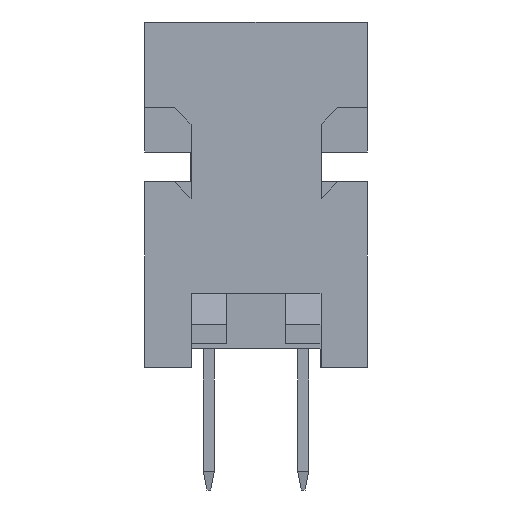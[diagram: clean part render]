
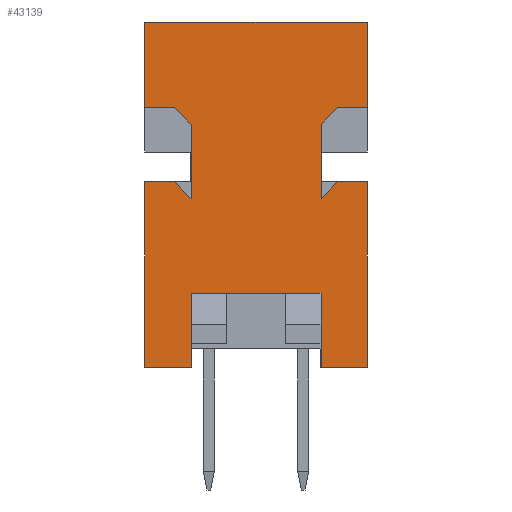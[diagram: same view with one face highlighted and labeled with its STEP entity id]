
A CAD part, front view. The second image highlights one B-rep face of the part: STEP entity #43139.
In plain terms, the highlighted face is planar.
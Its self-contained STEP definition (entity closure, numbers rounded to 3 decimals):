
#1228=ORIENTED_EDGE('',*,*,#10052,.F.);
#1229=ORIENTED_EDGE('',*,*,#9950,.F.);
#1230=ORIENTED_EDGE('',*,*,#10053,.T.);
#1231=ORIENTED_EDGE('',*,*,#10054,.F.);
#1232=ORIENTED_EDGE('',*,*,#10055,.T.);
#1233=ORIENTED_EDGE('',*,*,#10056,.F.);
#1234=ORIENTED_EDGE('',*,*,#10057,.F.);
#1235=ORIENTED_EDGE('',*,*,#10058,.T.);
#1236=ORIENTED_EDGE('',*,*,#10059,.T.);
#1237=ORIENTED_EDGE('',*,*,#10060,.F.);
#1238=ORIENTED_EDGE('',*,*,#10061,.F.);
#1239=ORIENTED_EDGE('',*,*,#9946,.F.);
#1240=ORIENTED_EDGE('',*,*,#10062,.F.);
#1241=ORIENTED_EDGE('',*,*,#10044,.T.);
#1242=ORIENTED_EDGE('',*,*,#10049,.T.);
#1243=ORIENTED_EDGE('',*,*,#10063,.T.);
#1244=ORIENTED_EDGE('',*,*,#10064,.T.);
#1245=ORIENTED_EDGE('',*,*,#10022,.F.);
#1246=ORIENTED_EDGE('',*,*,#10050,.T.);
#1247=ORIENTED_EDGE('',*,*,#10038,.F.);
#9946=EDGE_CURVE('',#14335,#14336,#17329,.T.);
#9950=EDGE_CURVE('',#14337,#14338,#17333,.T.);
#10022=EDGE_CURVE('',#14386,#14387,#17405,.T.);
#10038=EDGE_CURVE('',#14398,#14399,#17421,.T.);
#10044=EDGE_CURVE('',#14404,#14403,#17427,.T.);
#10049=EDGE_CURVE('',#14403,#14406,#17432,.T.);
#10050=EDGE_CURVE('',#14386,#14399,#17433,.T.);
#10052=EDGE_CURVE('',#14338,#14398,#17435,.T.);
#10053=EDGE_CURVE('',#14337,#14407,#17436,.T.);
#10054=EDGE_CURVE('',#14408,#14407,#17437,.T.);
#10055=EDGE_CURVE('',#14408,#14409,#17438,.T.);
#10056=EDGE_CURVE('',#14410,#14409,#17439,.T.);
#10057=EDGE_CURVE('',#14411,#14410,#17440,.T.);
#10058=EDGE_CURVE('',#14411,#14412,#17441,.T.);
#10059=EDGE_CURVE('',#14412,#14413,#17442,.T.);
#10060=EDGE_CURVE('',#14414,#14413,#17443,.T.);
#10061=EDGE_CURVE('',#14336,#14414,#17444,.T.);
#10062=EDGE_CURVE('',#14404,#14335,#17445,.T.);
#10063=EDGE_CURVE('',#14406,#14415,#17446,.T.);
#10064=EDGE_CURVE('',#14415,#14387,#17447,.T.);
#14335=VERTEX_POINT('',#56184);
#14336=VERTEX_POINT('',#56185);
#14337=VERTEX_POINT('',#56190);
#14338=VERTEX_POINT('',#56192);
#14386=VERTEX_POINT('',#56338);
#14387=VERTEX_POINT('',#56340);
#14398=VERTEX_POINT('',#56369);
#14399=VERTEX_POINT('',#56371);
#14403=VERTEX_POINT('',#56381);
#14404=VERTEX_POINT('',#56383);
#14406=VERTEX_POINT('',#56390);
#14407=VERTEX_POINT('',#56398);
#14408=VERTEX_POINT('',#56400);
#14409=VERTEX_POINT('',#56402);
#14410=VERTEX_POINT('',#56404);
#14411=VERTEX_POINT('',#56406);
#14412=VERTEX_POINT('',#56408);
#14413=VERTEX_POINT('',#56410);
#14414=VERTEX_POINT('',#56412);
#14415=VERTEX_POINT('',#56416);
#17329=LINE('',#56183,#21622);
#17333=LINE('',#56191,#21626);
#17405=LINE('',#56339,#21698);
#17421=LINE('',#56370,#21714);
#17427=LINE('',#56382,#21720);
#17432=LINE('',#56391,#21725);
#17433=LINE('',#56393,#21726);
#17435=LINE('',#56396,#21728);
#17436=LINE('',#56397,#21729);
#17437=LINE('',#56399,#21730);
#17438=LINE('',#56401,#21731);
#17439=LINE('',#56403,#21732);
#17440=LINE('',#56405,#21733);
#17441=LINE('',#56407,#21734);
#17442=LINE('',#56409,#21735);
#17443=LINE('',#56411,#21736);
#17444=LINE('',#56413,#21737);
#17445=LINE('',#56414,#21738);
#17446=LINE('',#56415,#21739);
#17447=LINE('',#56417,#21740);
#21622=VECTOR('',#47561,1000.);
#21626=VECTOR('',#47567,1000.);
#21698=VECTOR('',#47693,1000.);
#21714=VECTOR('',#47715,1000.);
#21720=VECTOR('',#47723,1000.);
#21725=VECTOR('',#47730,1000.);
#21726=VECTOR('',#47733,1000.);
#21728=VECTOR('',#47737,1000.);
#21729=VECTOR('',#47738,1000.);
#21730=VECTOR('',#47739,1000.);
#21731=VECTOR('',#47740,1000.);
#21732=VECTOR('',#47741,1000.);
#21733=VECTOR('',#47742,1000.);
#21734=VECTOR('',#47743,1000.);
#21735=VECTOR('',#47744,1000.);
#21736=VECTOR('',#47745,1000.);
#21737=VECTOR('',#47746,1000.);
#21738=VECTOR('',#47747,1000.);
#21739=VECTOR('',#47748,1000.);
#21740=VECTOR('',#47749,1000.);
#25471=EDGE_LOOP('',(#1228,#1229,#1230,#1231,#1232,#1233,#1234,#1235,#1236,
#1237,#1238,#1239,#1240,#1241,#1242,#1243,#1244,#1245,#1246,#1247));
#27374=FACE_BOUND('',#25471,.T.);
#29227=PLANE('',#44897);
#43139=ADVANCED_FACE('',(#27374),#29227,.T.);
#44897=AXIS2_PLACEMENT_3D('',#56395,#47735,#47736);
#47561=DIRECTION('',(0.,0.707,-0.707));
#47567=DIRECTION('',(0.,0.707,0.707));
#47693=DIRECTION('',(0.,0.,1.));
#47715=DIRECTION('',(0.,0.,-1.));
#47723=DIRECTION('',(0.,0.,-1.));
#47730=DIRECTION('',(0.,1.,0.));
#47733=DIRECTION('',(0.,1.,0.));
#47735=DIRECTION('',(1.,0.,0.));
#47736=DIRECTION('',(0.,0.,-1.));
#47737=DIRECTION('',(0.,1.,0.));
#47738=DIRECTION('',(0.,0.,1.));
#47739=DIRECTION('',(0.,-0.707,-0.707));
#47740=DIRECTION('',(0.,1.,0.));
#47741=DIRECTION('',(0.,0.,-1.));
#47742=DIRECTION('',(0.,1.,0.));
#47743=DIRECTION('',(0.,0.,-1.));
#47744=DIRECTION('',(0.,1.,0.));
#47745=DIRECTION('',(0.,-0.707,0.707));
#47746=DIRECTION('',(0.,0.,1.));
#47747=DIRECTION('',(0.,1.,0.));
#47748=DIRECTION('',(0.,0.,1.));
#47749=DIRECTION('',(0.,1.,0.));
#56183=CARTESIAN_POINT('',(34.475,-2.6,2.9));
#56184=CARTESIAN_POINT('',(34.475,-2.2,2.5));
#56185=CARTESIAN_POINT('',(34.475,-1.75,2.05));
#56190=CARTESIAN_POINT('',(34.475,1.75,2.05));
#56191=CARTESIAN_POINT('',(34.475,-0.4,-0.1));
#56192=CARTESIAN_POINT('',(34.475,2.2,2.5));
#56338=CARTESIAN_POINT('',(34.475,1.75,-2.5));
#56339=CARTESIAN_POINT('',(34.475,1.75,-3.57));
#56340=CARTESIAN_POINT('',(34.475,1.75,-0.5));
#56369=CARTESIAN_POINT('',(34.475,3.,2.5));
#56370=CARTESIAN_POINT('',(34.475,3.,2.5));
#56371=CARTESIAN_POINT('',(34.475,3.,-2.5));
#56381=CARTESIAN_POINT('',(34.475,-3.,-2.5));
#56382=CARTESIAN_POINT('',(34.475,-3.,2.5));
#56383=CARTESIAN_POINT('',(34.475,-3.,2.5));
#56390=CARTESIAN_POINT('',(34.475,-1.75,-2.5));
#56391=CARTESIAN_POINT('',(34.475,-3.,-2.5));
#56393=CARTESIAN_POINT('',(34.475,-3.,-2.5));
#56395=CARTESIAN_POINT('',(34.475,-3.,2.5));
#56396=CARTESIAN_POINT('',(34.475,-3.,2.5));
#56397=CARTESIAN_POINT('',(34.475,1.75,-0.5));
#56398=CARTESIAN_POINT('',(34.475,1.75,4.05));
#56399=CARTESIAN_POINT('',(34.475,2.2,4.5));
#56400=CARTESIAN_POINT('',(34.475,2.2,4.5));
#56401=CARTESIAN_POINT('',(34.475,-3.,4.5));
#56402=CARTESIAN_POINT('',(34.475,3.,4.5));
#56403=CARTESIAN_POINT('',(34.475,3.,6.8));
#56404=CARTESIAN_POINT('',(34.475,3.,6.8));
#56405=CARTESIAN_POINT('',(34.475,-3.,6.8));
#56406=CARTESIAN_POINT('',(34.475,-3.,6.8));
#56407=CARTESIAN_POINT('',(34.475,-3.,6.8));
#56408=CARTESIAN_POINT('',(34.475,-3.,4.5));
#56409=CARTESIAN_POINT('',(34.475,-3.,4.5));
#56410=CARTESIAN_POINT('',(34.475,-2.2,4.5));
#56411=CARTESIAN_POINT('',(34.475,-2.2,4.5));
#56412=CARTESIAN_POINT('',(34.475,-1.75,4.05));
#56413=CARTESIAN_POINT('',(34.475,-1.75,-0.5));
#56414=CARTESIAN_POINT('',(34.475,-3.,2.5));
#56415=CARTESIAN_POINT('',(34.475,-1.75,-3.57));
#56416=CARTESIAN_POINT('',(34.475,-1.75,-0.5));
#56417=CARTESIAN_POINT('',(34.475,-1.75,-0.5));
